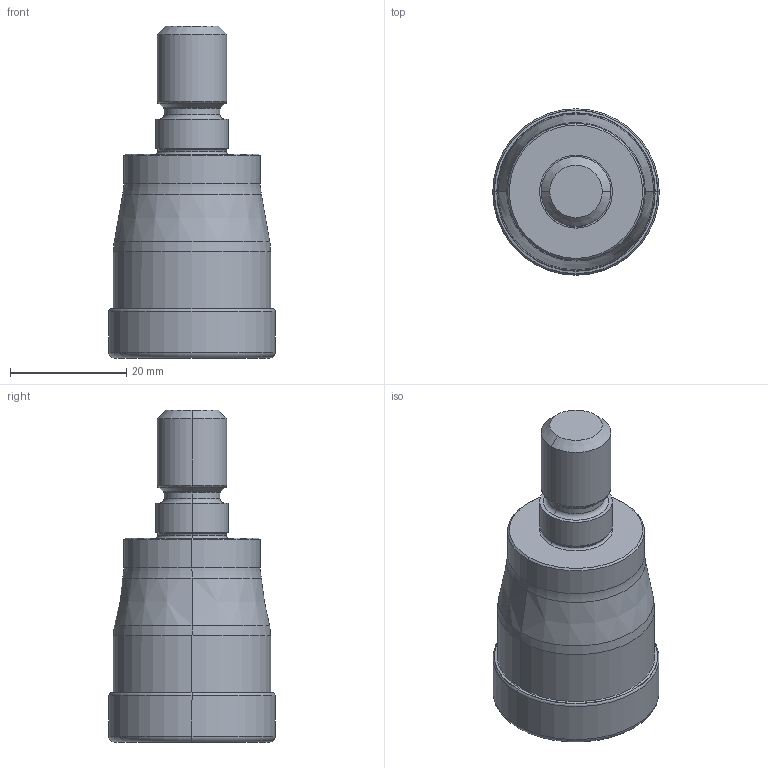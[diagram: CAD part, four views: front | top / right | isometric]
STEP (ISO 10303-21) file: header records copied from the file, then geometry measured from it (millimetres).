
FILE_DESCRIPTION(/* description */ (''),/* implementation_level */ '2;1');
FILE_NAME(/* name */ 'VPX200UR1804AM1235_IR0_039.stp',/* time_stamp */ '2021-09-08T11:38:39+09:00',/* author */ (''),/* organization */ (''),/* preprocessor_version */ 'ST-DEVELOPER v16',/* originating_system */ 'SIEMENS PLM Software NX 10.0',/* authorisation */ '');
FILE_SCHEMA (('AUTOMOTIVE_DESIGN { 1 0 10303 214 3 1 1 1 }'));
Length unit declared in the file: millimetre
Products named in the file (1): VPX200UR1804AM1235_IR0_039_ASM
Bounding box: 28.57 x 28.57 x 57 mm (x, y, z)
Volume: 22342.7 mm3; surface area: 6358.1 mm2
Topology: 2 solids, 2 shells, 77 faces, 186 edges, 131 vertices
Faces by surface type: torus 22, cone 16, revolution 16, cylinder 14, plane 5, bspline 4
Entity records: 3526 total; most frequent: CARTESIAN_POINT 1551, DIRECTION 442, ORIENTED_EDGE 344, AXIS2_PLACEMENT_3D 197, EDGE_CURVE 172, CIRCLE 129, VERTEX_POINT 100, EDGE_LOOP 80
